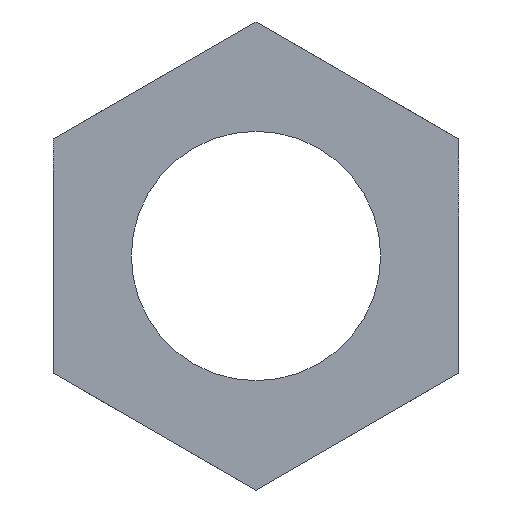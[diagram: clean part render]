
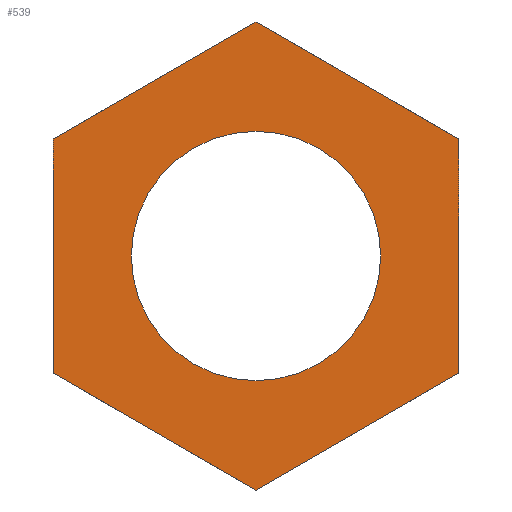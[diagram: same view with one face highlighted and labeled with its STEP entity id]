
A CAD part, front view. The second image highlights one B-rep face of the part: STEP entity #539.
In plain terms, the highlighted planar face has unit normal (0, -1, 0).
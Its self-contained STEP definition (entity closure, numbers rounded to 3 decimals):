
#33 = EDGE_LOOP ( 'NONE', ( #476, #490 ) ) ;
#35 = VERTEX_POINT ( 'NONE', #155 ) ;
#39 = VERTEX_POINT ( 'NONE', #217 ) ;
#41 = VERTEX_POINT ( 'NONE', #220 ) ;
#42 = VERTEX_POINT ( 'NONE', #294 ) ;
#49 = VERTEX_POINT ( 'NONE', #161 ) ;
#56 = VERTEX_POINT ( 'NONE', #362 ) ;
#64 = VERTEX_POINT ( 'NONE', #361 ) ;
#65 = EDGE_LOOP ( 'NONE', ( #452, #487, #467, #485, #466, #494 ) ) ;
#67 = VERTEX_POINT ( 'NONE', #301 ) ;
#92 = VECTOR ( 'NONE', #221, 1000. ) ;
#95 = AXIS2_PLACEMENT_3D ( 'NONE', #235, #170, #171 ) ;
#103 = VECTOR ( 'NONE', #231, 1000. ) ;
#111 = CIRCLE ( 'NONE', #137, 4. ) ;
#121 = VECTOR ( 'NONE', #163, 1000. ) ;
#122 = VECTOR ( 'NONE', #319, 1000. ) ;
#123 = VECTOR ( 'NONE', #274, 1000. ) ;
#137 = AXIS2_PLACEMENT_3D ( 'NONE', #273, #272, #263 ) ;
#152 = PLANE ( 'NONE',  #368 ) ;
#155 = CARTESIAN_POINT ( 'NONE',  ( 0., 0., 7.506 ) ) ;
#161 = CARTESIAN_POINT ( 'NONE',  ( -6.5, 0., 3.753 ) ) ;
#163 = DIRECTION ( 'NONE',  ( 0., 0., 1. ) ) ;
#170 = DIRECTION ( 'NONE',  ( 0., 1., 0. ) ) ;
#171 = DIRECTION ( 'NONE',  ( 0., 0., 1. ) ) ;
#176 = CARTESIAN_POINT ( 'NONE',  ( 0., 0., 7.506 ) ) ;
#188 = CARTESIAN_POINT ( 'NONE',  ( 0., 0., 7.506 ) ) ;
#192 = CARTESIAN_POINT ( 'NONE',  ( 6.5, 0., 3.753 ) ) ;
#194 = DIRECTION ( 'NONE',  ( 0., 0., 1. ) ) ;
#204 = DIRECTION ( 'NONE',  ( 0., 1., 0. ) ) ;
#215 = DIRECTION ( 'NONE',  ( 0., 0., -1. ) ) ;
#217 = CARTESIAN_POINT ( 'NONE',  ( 0., 0., -7.506 ) ) ;
#220 = CARTESIAN_POINT ( 'NONE',  ( 0., 0., -4. ) ) ;
#221 = DIRECTION ( 'NONE',  ( -0.866, 0., -0.5 ) ) ;
#231 = DIRECTION ( 'NONE',  ( 0.866, 0., -0.5 ) ) ;
#235 = CARTESIAN_POINT ( 'NONE',  ( 0., 0., 0. ) ) ;
#238 = CARTESIAN_POINT ( 'NONE',  ( -6.5, 0., -3.753 ) ) ;
#263 = DIRECTION ( 'NONE',  ( 0., 0., 1. ) ) ;
#267 = CARTESIAN_POINT ( 'NONE',  ( -6.5, 0., 3.753 ) ) ;
#272 = DIRECTION ( 'NONE',  ( 0., 1., 0. ) ) ;
#273 = CARTESIAN_POINT ( 'NONE',  ( 0., 0., 0. ) ) ;
#274 = DIRECTION ( 'NONE',  ( 0.866, 0., 0.5 ) ) ;
#294 = CARTESIAN_POINT ( 'NONE',  ( -6.5, 0., -3.753 ) ) ;
#301 = CARTESIAN_POINT ( 'NONE',  ( 6.5, 0., 3.753 ) ) ;
#308 = CARTESIAN_POINT ( 'NONE',  ( 6.5, 0., -3.753 ) ) ;
#319 = DIRECTION ( 'NONE',  ( -0.866, 0., 0.5 ) ) ;
#322 = CARTESIAN_POINT ( 'NONE',  ( 0., 0., -7.506 ) ) ;
#361 = CARTESIAN_POINT ( 'NONE',  ( 6.5, 0., -3.753 ) ) ;
#362 = CARTESIAN_POINT ( 'NONE',  ( 0., 0., 4. ) ) ;
#368 = AXIS2_PLACEMENT_3D ( 'NONE', #188, #204, #194 ) ;
#372 = CIRCLE ( 'NONE', #95, 4. ) ;
#378 = VECTOR ( 'NONE', #215, 1000. ) ;
#431 = LINE ( 'NONE', #322, #122 ) ;
#432 = LINE ( 'NONE', #267, #123 ) ;
#434 = LINE ( 'NONE', #308, #92 ) ;
#436 = LINE ( 'NONE', #238, #121 ) ;
#443 = LINE ( 'NONE', #176, #103 ) ;
#448 = FACE_BOUND ( 'NONE', #33, .T. ) ;
#452 = ORIENTED_EDGE ( 'NONE', *, *, #576, .F. ) ;
#458 = LINE ( 'NONE', #192, #378 ) ;
#466 = ORIENTED_EDGE ( 'NONE', *, *, #526, .F. ) ;
#467 = ORIENTED_EDGE ( 'NONE', *, *, #578, .F. ) ;
#476 = ORIENTED_EDGE ( 'NONE', *, *, #542, .T. ) ;
#480 = FACE_OUTER_BOUND ( 'NONE', #65, .T. ) ;
#485 = ORIENTED_EDGE ( 'NONE', *, *, #572, .F. ) ;
#487 = ORIENTED_EDGE ( 'NONE', *, *, #577, .F. ) ;
#490 = ORIENTED_EDGE ( 'NONE', *, *, #575, .T. ) ;
#494 = ORIENTED_EDGE ( 'NONE', *, *, #565, .F. ) ;
#526 = EDGE_CURVE ( 'NONE', #67, #64, #458, .T. ) ;
#539 = ADVANCED_FACE ( 'NONE', ( #480, #448 ), #152, .F. ) ;
#542 = EDGE_CURVE ( 'NONE', #41, #56, #372, .T. ) ;
#565 = EDGE_CURVE ( 'NONE', #35, #67, #443, .T. ) ;
#572 = EDGE_CURVE ( 'NONE', #64, #39, #434, .T. ) ;
#575 = EDGE_CURVE ( 'NONE', #56, #41, #111, .T. ) ;
#576 = EDGE_CURVE ( 'NONE', #49, #35, #432, .T. ) ;
#577 = EDGE_CURVE ( 'NONE', #42, #49, #436, .T. ) ;
#578 = EDGE_CURVE ( 'NONE', #39, #42, #431, .T. ) ;
